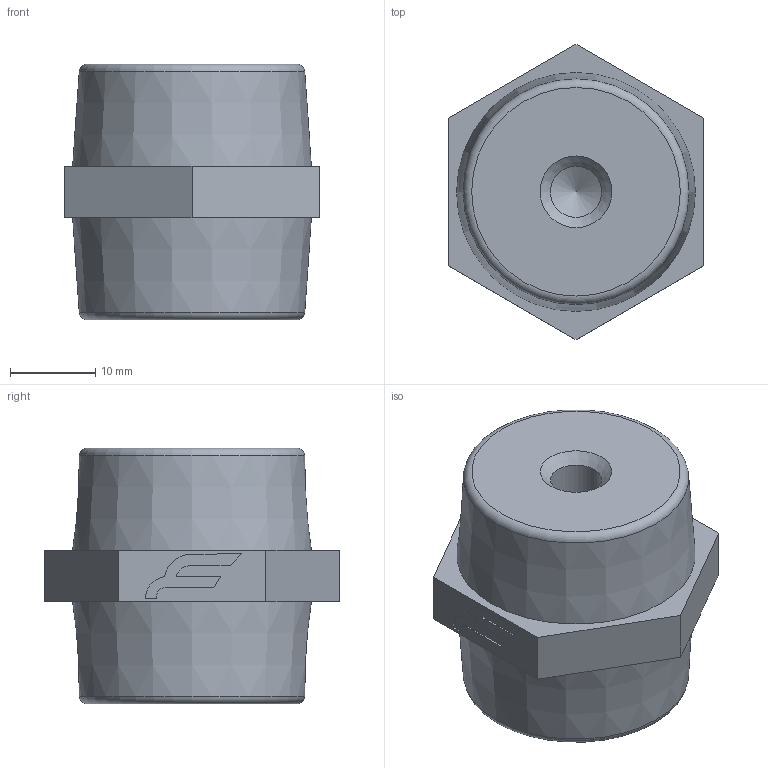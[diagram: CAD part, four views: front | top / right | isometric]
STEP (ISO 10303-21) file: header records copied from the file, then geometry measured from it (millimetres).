
FILE_DESCRIPTION(/* description */ (''),/* implementation_level */ '2;1');
FILE_NAME(/* name */ 'ID60300650..stp',/* time_stamp */ '2025-05-14T09:41:57+02:00',/* author */ ('WKS1-USER'),/* organization */ (''),/* preprocessor_version */ 'ST-DEVELOPER v18.1',/* originating_system */ 'Autodesk Inventor 2021',/* authorisation */ '');
FILE_SCHEMA (('AUTOMOTIVE_DESIGN { 1 0 10303 214 3 1 1 }'));
Length unit declared in the file: millimetre
Products named in the file (1): ID60300650.
Bounding box: 30 x 34.64 x 30 mm (x, y, z)
Volume: 17978.6 mm3; surface area: 4364.7 mm2
Topology: 1 solids, 1 shells, 34 faces, 85 edges, 56 vertices
Faces by surface type: plane 20, cylinder 6, cone 6, torus 2
Full cylindrical faces by diameter (mm): 6 x2
Entity records: 1051 total; most frequent: DIRECTION 179, CARTESIAN_POINT 174, ORIENTED_EDGE 166, EDGE_CURVE 83, AXIS2_PLACEMENT_3D 61, LINE 57, VECTOR 57, VERTEX_POINT 56
